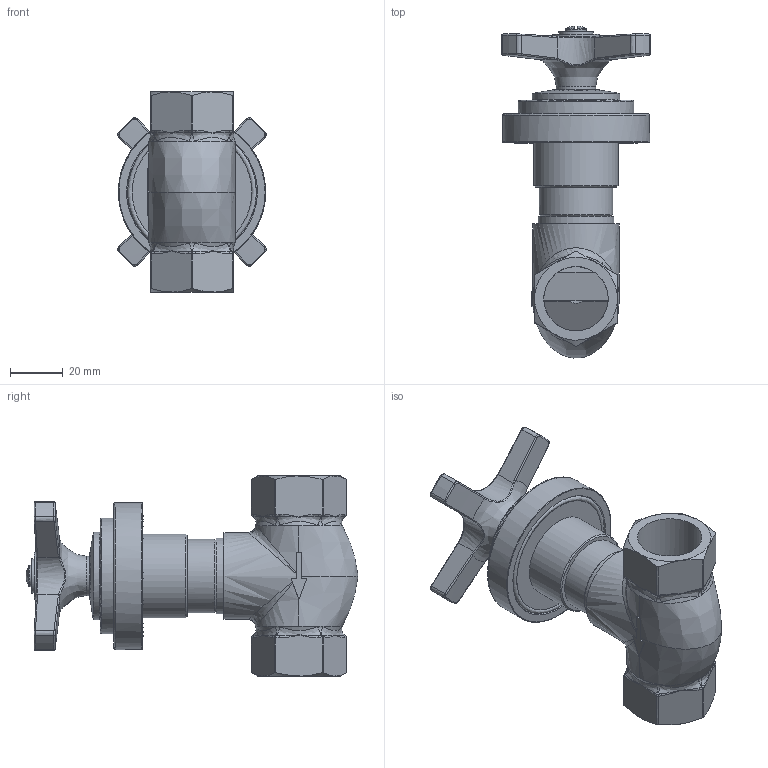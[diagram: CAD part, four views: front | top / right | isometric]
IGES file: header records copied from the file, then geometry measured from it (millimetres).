
Global section: file name: V707-TXF; native system: Autodesk Inventor 2018; preprocessor: unknown; author: adaniels; date: 20171003.111514; units: millimetre
Bounding box: 56.49 x 126.28 x 76.2 mm (x, y, z)
Volume: 108505.8 mm3; surface area: 66920.1 mm2
Topology: 22 solids, 22 shells, 1109 faces, 3012 edges, 1983 vertices
Faces by surface type: bspline 1109
